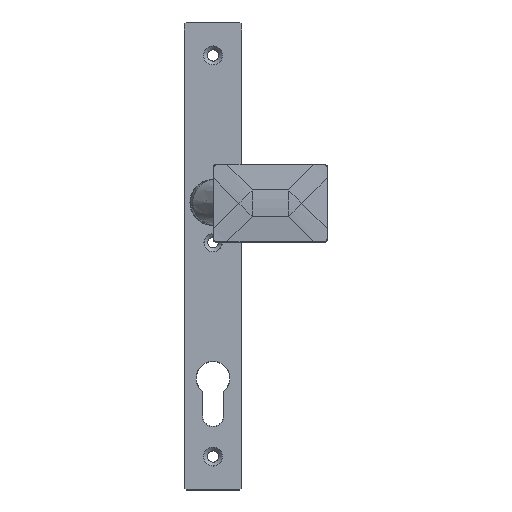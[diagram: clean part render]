
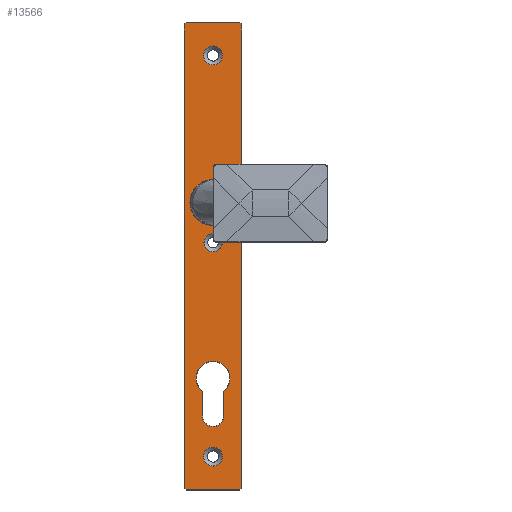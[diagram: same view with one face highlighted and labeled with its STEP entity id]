
A CAD part, top view. The second image highlights one B-rep face of the part: STEP entity #13566.
In plain terms, the highlighted planar face has unit normal (0, 0, 1).
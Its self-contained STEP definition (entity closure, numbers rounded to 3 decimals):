
#111 = DIRECTION ( 'NONE',  ( 0., 0., -1. ) ) ;
#200 = CARTESIAN_POINT ( 'NONE',  ( 13.959, -85.9, 10. ) ) ;
#384 = EDGE_LOOP ( 'NONE', ( #13666 ) ) ;
#405 = CARTESIAN_POINT ( 'NONE',  ( 14.9, 158., 10. ) ) ;
#616 = CIRCLE ( 'NONE', #13022, 4.991 ) ;
#937 = EDGE_CURVE ( 'NONE', #12900, #12900, #1110, .T. ) ;
#949 = ORIENTED_EDGE ( 'NONE', *, *, #2749, .T. ) ;
#1042 = LINE ( 'NONE', #9550, #4589 ) ;
#1110 = CIRCLE ( 'NONE', #7281, 4.791 ) ;
#1249 = CARTESIAN_POINT ( 'NONE',  ( 4.991, -68.5, 10. ) ) ;
#1315 = CARTESIAN_POINT ( 'NONE',  ( -14.9, -85., 10. ) ) ;
#1353 = CARTESIAN_POINT ( 'NONE',  ( 9.9, 64.5, 10. ) ) ;
#1551 = VECTOR ( 'NONE', #12472, 1000. ) ;
#1687 = ORIENTED_EDGE ( 'NONE', *, *, #12473, .T. ) ;
#1847 = VERTEX_POINT ( 'NONE', #4699 ) ;
#1859 = CARTESIAN_POINT ( 'NONE',  ( 4.791, 43.5, 10. ) ) ;
#1885 = VECTOR ( 'NONE', #8862, 1000. ) ;
#2029 = EDGE_CURVE ( 'NONE', #13076, #13076, #9277, .T. ) ;
#2243 = CARTESIAN_POINT ( 'NONE',  ( -5.6, -47.25, 10. ) ) ;
#2347 = DIRECTION ( 'NONE',  ( 0., -1., 0. ) ) ;
#2372 = ORIENTED_EDGE ( 'NONE', *, *, #2029, .T. ) ;
#2503 = EDGE_CURVE ( 'NONE', #1847, #5292, #12170, .T. ) ;
#2555 = DIRECTION ( 'NONE',  ( 0., 0., -1. ) ) ;
#2587 = EDGE_CURVE ( 'NONE', #13775, #10814, #7758, .T. ) ;
#2749 = EDGE_CURVE ( 'NONE', #11557, #11557, #616, .T. ) ;
#2800 = CARTESIAN_POINT ( 'NONE',  ( -14.9, -84.959, 10. ) ) ;
#2915 = EDGE_LOOP ( 'NONE', ( #949 ) ) ;
#2922 = CARTESIAN_POINT ( 'NONE',  ( 14.9, -84.959, 10. ) ) ;
#3047 = FACE_BOUND ( 'NONE', #10159, .T. ) ;
#3219 = FACE_OUTER_BOUND ( 'NONE', #11177, .T. ) ;
#3222 = DIRECTION ( 'NONE',  ( 1., 0., 0. ) ) ;
#3247 = CARTESIAN_POINT ( 'NONE',  ( 13.959, 158.9, 10. ) ) ;
#3395 = CIRCLE ( 'NONE', #11786, 5.6 ) ;
#3496 = EDGE_CURVE ( 'NONE', #7370, #1847, #8942, .T. ) ;
#3645 = CIRCLE ( 'NONE', #3657, 9.9 ) ;
#3657 = AXIS2_PLACEMENT_3D ( 'NONE', #10224, #3698, #11323 ) ;
#3698 = DIRECTION ( 'NONE',  ( 0., 0., -1. ) ) ;
#3734 = LINE ( 'NONE', #405, #1551 ) ;
#3818 = VERTEX_POINT ( 'NONE', #12926 ) ;
#4051 = LINE ( 'NONE', #13290, #12419 ) ;
#4251 = EDGE_LOOP ( 'NONE', ( #2372 ) ) ;
#4380 = CARTESIAN_POINT ( 'NONE',  ( 0., 0., 10. ) ) ;
#4511 = CARTESIAN_POINT ( 'NONE',  ( -14., 158.9, 10. ) ) ;
#4518 = DIRECTION ( 'NONE',  ( 0., 0., 1. ) ) ;
#4566 = DIRECTION ( 'NONE',  ( 1., 0., 0. ) ) ;
#4589 = VECTOR ( 'NONE', #4968, 1000. ) ;
#4617 = DIRECTION ( 'NONE',  ( -0.707, -0.707, 0. ) ) ;
#4644 = EDGE_CURVE ( 'NONE', #7994, #7994, #3645, .T. ) ;
#4667 = VECTOR ( 'NONE', #9346, 1000. ) ;
#4699 = CARTESIAN_POINT ( 'NONE',  ( -5.6, -34.353, 10. ) ) ;
#4769 = ORIENTED_EDGE ( 'NONE', *, *, #3496, .T. ) ;
#4850 = VECTOR ( 'NONE', #2347, 1000. ) ;
#4896 = CARTESIAN_POINT ( 'NONE',  ( 0., 43.5, 10. ) ) ;
#4920 = LINE ( 'NONE', #6780, #1885 ) ;
#4968 = DIRECTION ( 'NONE',  ( 0.707, 0.707, 0. ) ) ;
#4969 = EDGE_LOOP ( 'NONE', ( #10401 ) ) ;
#5292 = VERTEX_POINT ( 'NONE', #12935 ) ;
#5433 = PLANE ( 'NONE',  #14043 ) ;
#5613 = LINE ( 'NONE', #4511, #6993 ) ;
#5622 = DIRECTION ( 'NONE',  ( -1., 0., 0. ) ) ;
#5647 = CARTESIAN_POINT ( 'NONE',  ( 4.991, 141.5, 10. ) ) ;
#5659 = DIRECTION ( 'NONE',  ( 0., 0., -1. ) ) ;
#5914 = ORIENTED_EDGE ( 'NONE', *, *, #2587, .T. ) ;
#6114 = VECTOR ( 'NONE', #3222, 1000. ) ;
#6154 = ORIENTED_EDGE ( 'NONE', *, *, #13592, .T. ) ;
#6273 = FACE_BOUND ( 'NONE', #2915, .T. ) ;
#6623 = ORIENTED_EDGE ( 'NONE', *, *, #10956, .T. ) ;
#6624 = CARTESIAN_POINT ( 'NONE',  ( 0., 141.5, 10. ) ) ;
#6671 = DIRECTION ( 'NONE',  ( 1., 0., 0. ) ) ;
#6724 = DIRECTION ( 'NONE',  ( 1., 0., 0. ) ) ;
#6780 = CARTESIAN_POINT ( 'NONE',  ( -49.929, -49.929, 10. ) ) ;
#6816 = FACE_BOUND ( 'NONE', #4251, .T. ) ;
#6934 = ORIENTED_EDGE ( 'NONE', *, *, #12675, .T. ) ;
#6993 = VECTOR ( 'NONE', #5622, 1000. ) ;
#7281 = AXIS2_PLACEMENT_3D ( 'NONE', #4896, #11523, #12522 ) ;
#7370 = VERTEX_POINT ( 'NONE', #2243 ) ;
#7507 = VECTOR ( 'NONE', #10993, 1000. ) ;
#7649 = FACE_BOUND ( 'NONE', #384, .T. ) ;
#7758 = LINE ( 'NONE', #1315, #4850 ) ;
#7929 = CARTESIAN_POINT ( 'NONE',  ( 0., -47.25, 10. ) ) ;
#7972 = ORIENTED_EDGE ( 'NONE', *, *, #8561, .T. ) ;
#7994 = VERTEX_POINT ( 'NONE', #1353 ) ;
#8368 = CARTESIAN_POINT ( 'NONE',  ( -13.959, 158.9, 10. ) ) ;
#8561 = EDGE_CURVE ( 'NONE', #13923, #13461, #11950, .T. ) ;
#8642 = CARTESIAN_POINT ( 'NONE',  ( 14.9, 157.959, 10. ) ) ;
#8844 = ORIENTED_EDGE ( 'NONE', *, *, #12957, .T. ) ;
#8862 = DIRECTION ( 'NONE',  ( 0.707, -0.707, 0. ) ) ;
#8901 = CARTESIAN_POINT ( 'NONE',  ( 0., -27.5, 10. ) ) ;
#8942 = LINE ( 'NONE', #12749, #4667 ) ;
#9021 = LINE ( 'NONE', #13780, #6114 ) ;
#9072 = VECTOR ( 'NONE', #12627, 1000. ) ;
#9189 = FACE_BOUND ( 'NONE', #4969, .T. ) ;
#9277 = CIRCLE ( 'NONE', #11211, 4.991 ) ;
#9346 = DIRECTION ( 'NONE',  ( 0., 1., 0. ) ) ;
#9550 = CARTESIAN_POINT ( 'NONE',  ( 49.929, -49.929, 10. ) ) ;
#10159 = EDGE_LOOP ( 'NONE', ( #4769, #10275, #13241, #6154 ) ) ;
#10214 = AXIS2_PLACEMENT_3D ( 'NONE', #8901, #111, #6724 ) ;
#10224 = CARTESIAN_POINT ( 'NONE',  ( 0., 64.5, 10. ) ) ;
#10231 = EDGE_CURVE ( 'NONE', #5292, #3818, #11599, .T. ) ;
#10275 = ORIENTED_EDGE ( 'NONE', *, *, #2503, .T. ) ;
#10356 = VERTEX_POINT ( 'NONE', #200 ) ;
#10401 = ORIENTED_EDGE ( 'NONE', *, *, #4644, .T. ) ;
#10497 = CARTESIAN_POINT ( 'NONE',  ( 86.429, 86.429, 10. ) ) ;
#10560 = CARTESIAN_POINT ( 'NONE',  ( -14.9, 157.959, 10. ) ) ;
#10814 = VERTEX_POINT ( 'NONE', #2800 ) ;
#10912 = CARTESIAN_POINT ( 'NONE',  ( -13.959, -85.9, 10. ) ) ;
#10956 = EDGE_CURVE ( 'NONE', #10356, #11953, #1042, .T. ) ;
#10993 = DIRECTION ( 'NONE',  ( 0., -1., 0. ) ) ;
#11135 = VERTEX_POINT ( 'NONE', #8368 ) ;
#11177 = EDGE_LOOP ( 'NONE', ( #8844, #7972, #6934, #11295, #5914, #1687, #12925, #6623 ) ) ;
#11211 = AXIS2_PLACEMENT_3D ( 'NONE', #14023, #14066, #11952 ) ;
#11295 = ORIENTED_EDGE ( 'NONE', *, *, #13511, .T. ) ;
#11323 = DIRECTION ( 'NONE',  ( 1., 0., 0. ) ) ;
#11523 = DIRECTION ( 'NONE',  ( 0., 0., -1. ) ) ;
#11557 = VERTEX_POINT ( 'NONE', #5647 ) ;
#11599 = LINE ( 'NONE', #11930, #7507 ) ;
#11786 = AXIS2_PLACEMENT_3D ( 'NONE', #7929, #2555, #12245 ) ;
#11930 = CARTESIAN_POINT ( 'NONE',  ( 5.6, 0., 10. ) ) ;
#11950 = LINE ( 'NONE', #10497, #9072 ) ;
#11952 = DIRECTION ( 'NONE',  ( 1., 0., 0. ) ) ;
#11953 = VERTEX_POINT ( 'NONE', #2922 ) ;
#12118 = VERTEX_POINT ( 'NONE', #10912 ) ;
#12170 = CIRCLE ( 'NONE', #10214, 8.85 ) ;
#12245 = DIRECTION ( 'NONE',  ( 1., 0., 0. ) ) ;
#12419 = VECTOR ( 'NONE', #4617, 1000. ) ;
#12472 = DIRECTION ( 'NONE',  ( 0., 1., 0. ) ) ;
#12473 = EDGE_CURVE ( 'NONE', #10814, #12118, #4920, .T. ) ;
#12522 = DIRECTION ( 'NONE',  ( 1., 0., 0. ) ) ;
#12627 = DIRECTION ( 'NONE',  ( -0.707, 0.707, 0. ) ) ;
#12675 = EDGE_CURVE ( 'NONE', #13461, #11135, #5613, .T. ) ;
#12749 = CARTESIAN_POINT ( 'NONE',  ( -5.6, 0., 10. ) ) ;
#12900 = VERTEX_POINT ( 'NONE', #1859 ) ;
#12925 = ORIENTED_EDGE ( 'NONE', *, *, #13906, .T. ) ;
#12926 = CARTESIAN_POINT ( 'NONE',  ( 5.6, -47.25, 10. ) ) ;
#12935 = CARTESIAN_POINT ( 'NONE',  ( 5.6, -34.353, 10. ) ) ;
#12957 = EDGE_CURVE ( 'NONE', #11953, #13923, #3734, .T. ) ;
#13022 = AXIS2_PLACEMENT_3D ( 'NONE', #6624, #5659, #6671 ) ;
#13076 = VERTEX_POINT ( 'NONE', #1249 ) ;
#13241 = ORIENTED_EDGE ( 'NONE', *, *, #10231, .T. ) ;
#13290 = CARTESIAN_POINT ( 'NONE',  ( -86.429, 86.429, 10. ) ) ;
#13461 = VERTEX_POINT ( 'NONE', #3247 ) ;
#13511 = EDGE_CURVE ( 'NONE', #11135, #13775, #4051, .T. ) ;
#13566 = ADVANCED_FACE ( 'NONE', ( #3219, #7649, #9189, #3047, #6816, #6273 ), #5433, .T. ) ;
#13592 = EDGE_CURVE ( 'NONE', #3818, #7370, #3395, .T. ) ;
#13666 = ORIENTED_EDGE ( 'NONE', *, *, #937, .T. ) ;
#13775 = VERTEX_POINT ( 'NONE', #10560 ) ;
#13780 = CARTESIAN_POINT ( 'NONE',  ( 14., -85.9, 10. ) ) ;
#13906 = EDGE_CURVE ( 'NONE', #12118, #10356, #9021, .T. ) ;
#13923 = VERTEX_POINT ( 'NONE', #8642 ) ;
#14023 = CARTESIAN_POINT ( 'NONE',  ( 0., -68.5, 10. ) ) ;
#14043 = AXIS2_PLACEMENT_3D ( 'NONE', #4380, #4518, #4566 ) ;
#14066 = DIRECTION ( 'NONE',  ( 0., 0., -1. ) ) ;
